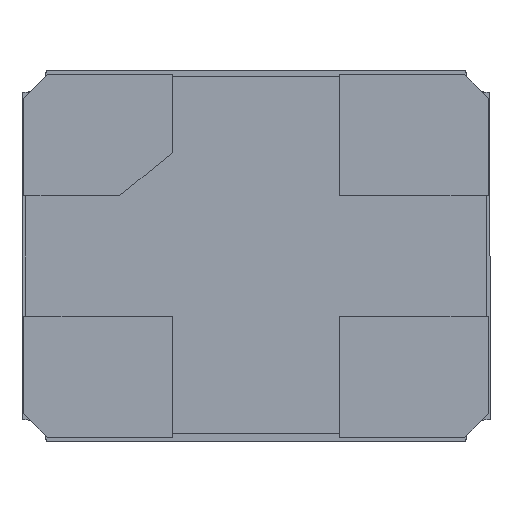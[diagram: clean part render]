
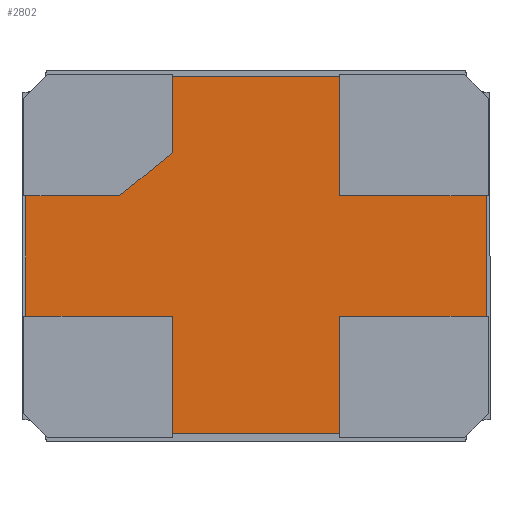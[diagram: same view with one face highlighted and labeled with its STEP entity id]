
A CAD part, front view. The second image highlights one B-rep face of the part: STEP entity #2802.
In plain terms, the highlighted planar face has unit normal (0, -1, 0).
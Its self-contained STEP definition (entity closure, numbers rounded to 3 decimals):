
#86 = ORIENTED_EDGE ( 'NONE', *, *, #6122, .T. ) ;
#202 = VECTOR ( 'NONE', #5320, 1000. ) ;
#350 = LINE ( 'NONE', #527, #8666 ) ;
#459 = CARTESIAN_POINT ( 'NONE',  ( 0.45, 0.05, -0.325 ) ) ;
#527 = CARTESIAN_POINT ( 'NONE',  ( 1.085, 0.05, 0.965 ) ) ;
#568 = DIRECTION ( 'NONE',  ( 0., 0., -1. ) ) ;
#642 = LINE ( 'NONE', #2878, #3662 ) ;
#767 = LINE ( 'NONE', #4278, #7093 ) ;
#775 = VERTEX_POINT ( 'NONE', #10436 ) ;
#816 = DIRECTION ( 'NONE',  ( 1., 0., 0. ) ) ;
#1090 = ORIENTED_EDGE ( 'NONE', *, *, #5696, .T. ) ;
#1318 = DIRECTION ( 'NONE',  ( 1., 0., 0. ) ) ;
#1323 = DIRECTION ( 'NONE',  ( 0., 0., 1. ) ) ;
#1584 = DIRECTION ( 'NONE',  ( -1., 0., 0.005 ) ) ;
#1659 = VECTOR ( 'NONE', #1323, 1000. ) ;
#1715 = PLANE ( 'NONE',  #5207 ) ;
#1740 = VECTOR ( 'NONE', #4565, 1000. ) ;
#1808 = EDGE_CURVE ( 'NONE', #6496, #7539, #350, .T. ) ;
#1891 = CARTESIAN_POINT ( 'NONE',  ( -0.45, 0.05, 0.556 ) ) ;
#1902 = ORIENTED_EDGE ( 'NONE', *, *, #8848, .F. ) ;
#1954 = EDGE_CURVE ( 'NONE', #8937, #10397, #10420, .T. ) ;
#2208 = ORIENTED_EDGE ( 'NONE', *, *, #8306, .T. ) ;
#2231 = EDGE_LOOP ( 'NONE', ( #5522, #8153, #2873, #9299, #8063, #8164, #1090, #2208, #1902, #4875, #7839, #8682, #86 ) ) ;
#2236 = CARTESIAN_POINT ( 'NONE',  ( -0.45, 0.05, -0.325 ) ) ;
#2392 = CARTESIAN_POINT ( 'NONE',  ( -0.45, 0.05, 0.556 ) ) ;
#2457 = LINE ( 'NONE', #7805, #202 ) ;
#2655 = DIRECTION ( 'NONE',  ( 0., -1., 0. ) ) ;
#2802 = ADVANCED_FACE ( 'NONE', ( #9715 ), #1715, .T. ) ;
#2873 = ORIENTED_EDGE ( 'NONE', *, *, #5008, .F. ) ;
#2878 = CARTESIAN_POINT ( 'NONE',  ( -1.25, 0.05, 0.325 ) ) ;
#2954 = VECTOR ( 'NONE', #568, 1000. ) ;
#3117 = LINE ( 'NONE', #9081, #8286 ) ;
#3221 = CARTESIAN_POINT ( 'NONE',  ( -0.45, 0.05, -0.953 ) ) ;
#3296 = CARTESIAN_POINT ( 'NONE',  ( 0.45, 0.05, 0.325 ) ) ;
#3662 = VECTOR ( 'NONE', #3693, 1000. ) ;
#3668 = EDGE_CURVE ( 'NONE', #8255, #4379, #767, .T. ) ;
#3690 = VECTOR ( 'NONE', #10009, 1000. ) ;
#3693 = DIRECTION ( 'NONE',  ( -1., 0., 0. ) ) ;
#3868 = CARTESIAN_POINT ( 'NONE',  ( 1.089, 0.05, -0.961 ) ) ;
#3933 = EDGE_CURVE ( 'NONE', #10397, #9206, #4608, .T. ) ;
#4189 = CARTESIAN_POINT ( 'NONE',  ( 0.45, 0.05, 0.965 ) ) ;
#4256 = CARTESIAN_POINT ( 'NONE',  ( -1.24, 0.05, -0.325 ) ) ;
#4278 = CARTESIAN_POINT ( 'NONE',  ( 1.25, 0.05, 0.325 ) ) ;
#4379 = VERTEX_POINT ( 'NONE', #3296 ) ;
#4398 = CARTESIAN_POINT ( 'NONE',  ( -1.24, 0.05, 0.325 ) ) ;
#4467 = CARTESIAN_POINT ( 'NONE',  ( -0.45, 0.05, -0.325 ) ) ;
#4565 = DIRECTION ( 'NONE',  ( 0., 0., 1. ) ) ;
#4608 = LINE ( 'NONE', #4467, #2954 ) ;
#4659 = DIRECTION ( 'NONE',  ( 0., 0., 1. ) ) ;
#4790 = CARTESIAN_POINT ( 'NONE',  ( 0.45, 0.05, -0.325 ) ) ;
#4875 = ORIENTED_EDGE ( 'NONE', *, *, #3668, .T. ) ;
#5008 = EDGE_CURVE ( 'NONE', #8937, #5413, #5933, .T. ) ;
#5207 = AXIS2_PLACEMENT_3D ( 'NONE', #8218, #2655, #8991 ) ;
#5320 = DIRECTION ( 'NONE',  ( -0.776, 0., -0.631 ) ) ;
#5413 = VERTEX_POINT ( 'NONE', #4398 ) ;
#5501 = VERTEX_POINT ( 'NONE', #459 ) ;
#5522 = ORIENTED_EDGE ( 'NONE', *, *, #9787, .T. ) ;
#5651 = CARTESIAN_POINT ( 'NONE',  ( -0.734, 0.05, 0.325 ) ) ;
#5696 = EDGE_CURVE ( 'NONE', #9122, #5501, #7108, .T. ) ;
#5810 = EDGE_CURVE ( 'NONE', #9122, #9206, #10370, .T. ) ;
#5829 = LINE ( 'NONE', #1891, #3690 ) ;
#5933 = LINE ( 'NONE', #9371, #1740 ) ;
#6122 = EDGE_CURVE ( 'NONE', #6496, #7534, #5829, .T. ) ;
#6181 = CARTESIAN_POINT ( 'NONE',  ( 0.45, 0.05, 0.325 ) ) ;
#6341 = CARTESIAN_POINT ( 'NONE',  ( 0.45, 0.05, -0.958 ) ) ;
#6360 = CARTESIAN_POINT ( 'NONE',  ( 1.24, 0.05, 0.325 ) ) ;
#6444 = LINE ( 'NONE', #9020, #8057 ) ;
#6496 = VERTEX_POINT ( 'NONE', #8327 ) ;
#6622 = EDGE_CURVE ( 'NONE', #9177, #5413, #642, .T. ) ;
#7093 = VECTOR ( 'NONE', #9917, 1000. ) ;
#7108 = LINE ( 'NONE', #4790, #8724 ) ;
#7491 = LINE ( 'NONE', #6181, #1659 ) ;
#7534 = VERTEX_POINT ( 'NONE', #2392 ) ;
#7539 = VERTEX_POINT ( 'NONE', #4189 ) ;
#7729 = VECTOR ( 'NONE', #1584, 1000. ) ;
#7805 = CARTESIAN_POINT ( 'NONE',  ( -0.734, 0.05, 0.325 ) ) ;
#7839 = ORIENTED_EDGE ( 'NONE', *, *, #10412, .T. ) ;
#8057 = VECTOR ( 'NONE', #9095, 1000. ) ;
#8063 = ORIENTED_EDGE ( 'NONE', *, *, #3933, .T. ) ;
#8153 = ORIENTED_EDGE ( 'NONE', *, *, #6622, .T. ) ;
#8164 = ORIENTED_EDGE ( 'NONE', *, *, #5810, .F. ) ;
#8218 = CARTESIAN_POINT ( 'NONE',  ( -1.24, 0.05, -0.949 ) ) ;
#8255 = VERTEX_POINT ( 'NONE', #6360 ) ;
#8257 = VECTOR ( 'NONE', #816, 1000. ) ;
#8286 = VECTOR ( 'NONE', #9978, 1000. ) ;
#8306 = EDGE_CURVE ( 'NONE', #5501, #775, #6444, .T. ) ;
#8327 = CARTESIAN_POINT ( 'NONE',  ( -0.45, 0.05, 0.965 ) ) ;
#8666 = VECTOR ( 'NONE', #1318, 1000. ) ;
#8682 = ORIENTED_EDGE ( 'NONE', *, *, #1808, .F. ) ;
#8724 = VECTOR ( 'NONE', #4659, 1000. ) ;
#8848 = EDGE_CURVE ( 'NONE', #8255, #775, #3117, .T. ) ;
#8937 = VERTEX_POINT ( 'NONE', #4256 ) ;
#8982 = CARTESIAN_POINT ( 'NONE',  ( -1.24, 0.05, -0.325 ) ) ;
#8991 = DIRECTION ( 'NONE',  ( 0., 0., -1. ) ) ;
#9020 = CARTESIAN_POINT ( 'NONE',  ( 1.25, 0.05, -0.325 ) ) ;
#9081 = CARTESIAN_POINT ( 'NONE',  ( 1.24, 0.05, -0.81 ) ) ;
#9095 = DIRECTION ( 'NONE',  ( 1., 0., 0. ) ) ;
#9122 = VERTEX_POINT ( 'NONE', #6341 ) ;
#9177 = VERTEX_POINT ( 'NONE', #5651 ) ;
#9206 = VERTEX_POINT ( 'NONE', #3221 ) ;
#9299 = ORIENTED_EDGE ( 'NONE', *, *, #1954, .T. ) ;
#9371 = CARTESIAN_POINT ( 'NONE',  ( -1.24, 0.05, 0.81 ) ) ;
#9715 = FACE_OUTER_BOUND ( 'NONE', #2231, .T. ) ;
#9787 = EDGE_CURVE ( 'NONE', #7534, #9177, #2457, .T. ) ;
#9917 = DIRECTION ( 'NONE',  ( -1., 0., 0. ) ) ;
#9978 = DIRECTION ( 'NONE',  ( 0., 0., -1. ) ) ;
#10009 = DIRECTION ( 'NONE',  ( 0., 0., -1. ) ) ;
#10370 = LINE ( 'NONE', #3868, #7729 ) ;
#10397 = VERTEX_POINT ( 'NONE', #2236 ) ;
#10412 = EDGE_CURVE ( 'NONE', #4379, #7539, #7491, .T. ) ;
#10420 = LINE ( 'NONE', #8982, #8257 ) ;
#10436 = CARTESIAN_POINT ( 'NONE',  ( 1.24, 0.05, -0.325 ) ) ;
